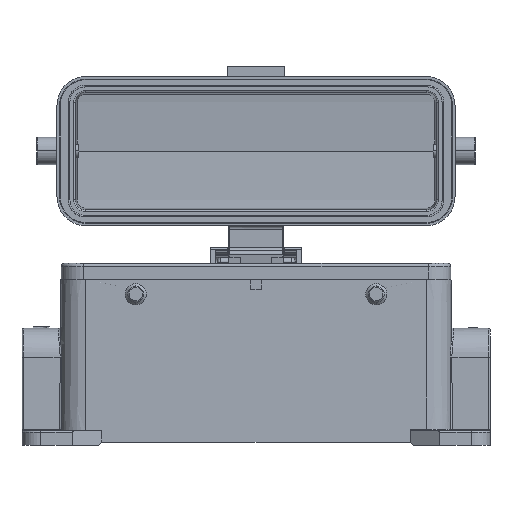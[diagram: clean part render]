
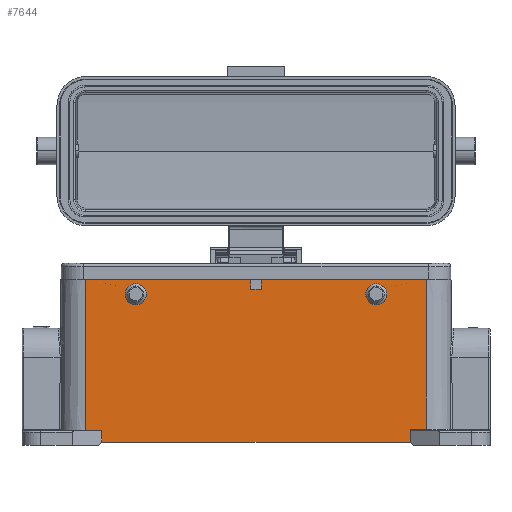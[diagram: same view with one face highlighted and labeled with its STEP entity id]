
A CAD part, left-side view. The second image highlights one B-rep face of the part: STEP entity #7644.
In plain terms, the highlighted planar face has unit normal (-1, 0, 0.009).
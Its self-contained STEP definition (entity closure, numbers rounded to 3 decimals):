
#280=ELLIPSE('',#27681,1.5,1.5);
#282=ELLIPSE('',#27684,1.5,1.5);
#2493=LINE('',#37557,#4168);
#2495=LINE('',#37561,#4170);
#2504=LINE('',#37579,#4179);
#2511=LINE('',#37600,#4186);
#2512=LINE('',#37602,#4187);
#2513=LINE('',#37604,#4188);
#2514=LINE('',#37605,#4189);
#2515=LINE('',#37607,#4190);
#2516=LINE('',#37609,#4191);
#2517=LINE('',#37610,#4192);
#2518=LINE('',#37612,#4193);
#2519=LINE('',#37614,#4194);
#4168=VECTOR('',#30508,1.);
#4170=VECTOR('',#30512,1.);
#4179=VECTOR('',#30525,1.);
#4186=VECTOR('',#30542,1.);
#4187=VECTOR('',#30545,1.);
#4188=VECTOR('',#30546,1.);
#4189=VECTOR('',#30547,1.);
#4190=VECTOR('',#30548,1.);
#4191=VECTOR('',#30549,1.);
#4192=VECTOR('',#30550,1.);
#4193=VECTOR('',#30551,1.);
#4194=VECTOR('',#30552,1.);
#7644=ADVANCED_FACE('',(#9759,#9760,#9761),#9249,.T.);
#9249=PLANE('',#27741);
#9759=FACE_BOUND('',#9977,.T.);
#9760=FACE_BOUND('',#9978,.T.);
#9761=FACE_BOUND('',#9979,.T.);
#9977=EDGE_LOOP('',(#11880,#11881,#11882,#11883,#11884,#11885,#11886,#11887,
#11888,#11889,#11890,#11891));
#9978=EDGE_LOOP('',(#11892));
#9979=EDGE_LOOP('',(#11893));
#11880=ORIENTED_EDGE('',*,*,#22614,.T.);
#11881=ORIENTED_EDGE('',*,*,#22602,.T.);
#11882=ORIENTED_EDGE('',*,*,#22613,.T.);
#11883=ORIENTED_EDGE('',*,*,#22615,.T.);
#11884=ORIENTED_EDGE('',*,*,#22593,.F.);
#11885=ORIENTED_EDGE('',*,*,#22591,.T.);
#11886=ORIENTED_EDGE('',*,*,#22616,.T.);
#11887=ORIENTED_EDGE('',*,*,#22617,.F.);
#11888=ORIENTED_EDGE('',*,*,#22618,.F.);
#11889=ORIENTED_EDGE('',*,*,#22619,.T.);
#11890=ORIENTED_EDGE('',*,*,#22620,.T.);
#11891=ORIENTED_EDGE('',*,*,#22621,.T.);
#11892=ORIENTED_EDGE('',*,*,#22517,.T.);
#11893=ORIENTED_EDGE('',*,*,#22515,.T.);
#19922=VERTEX_POINT('',#37366);
#19924=VERTEX_POINT('',#37371);
#19946=VERTEX_POINT('',#37421);
#19986=VERTEX_POINT('',#37556);
#19987=VERTEX_POINT('',#37558);
#19988=VERTEX_POINT('',#37562);
#19995=VERTEX_POINT('',#37580);
#19996=VERTEX_POINT('',#37581);
#20003=VERTEX_POINT('',#37599);
#20004=VERTEX_POINT('',#37603);
#20005=VERTEX_POINT('',#37606);
#20006=VERTEX_POINT('',#37608);
#20007=VERTEX_POINT('',#37611);
#20008=VERTEX_POINT('',#37613);
#22515=EDGE_CURVE('',#19922,#19922,#280,.T.);
#22517=EDGE_CURVE('',#19924,#19924,#282,.T.);
#22591=EDGE_CURVE('',#19987,#19986,#2493,.T.);
#22593=EDGE_CURVE('',#19987,#19988,#2495,.T.);
#22602=EDGE_CURVE('',#19995,#19996,#2504,.T.);
#22613=EDGE_CURVE('',#19996,#20003,#2511,.T.);
#22614=EDGE_CURVE('',#20004,#19995,#2512,.T.);
#22615=EDGE_CURVE('',#20003,#19988,#2513,.T.);
#22616=EDGE_CURVE('',#19986,#20005,#2514,.T.);
#22617=EDGE_CURVE('',#20006,#20005,#2515,.T.);
#22618=EDGE_CURVE('',#19946,#20006,#2516,.T.);
#22619=EDGE_CURVE('',#19946,#20007,#2517,.T.);
#22620=EDGE_CURVE('',#20007,#20008,#2518,.T.);
#22621=EDGE_CURVE('',#20008,#20004,#2519,.T.);
#27681=AXIS2_PLACEMENT_3D('',#37365,#30370,#30371);
#27684=AXIS2_PLACEMENT_3D('',#37370,#30376,#30377);
#27741=AXIS2_PLACEMENT_3D('',#37615,#30553,#30554);
#30370=DIRECTION('',(1.,0.,-0.009));
#30371=DIRECTION('',(-0.009,0.,-1.));
#30376=DIRECTION('',(1.,0.,-0.009));
#30377=DIRECTION('',(-0.009,0.,-1.));
#30508=DIRECTION('',(0.,1.,0.));
#30512=DIRECTION('',(-0.009,0.,-1.));
#30525=DIRECTION('',(0.,1.,0.));
#30542=DIRECTION('',(-0.009,0.,-1.));
#30545=DIRECTION('',(0.009,0.,1.));
#30546=DIRECTION('',(0.,1.,0.));
#30547=DIRECTION('',(-0.009,0.,-1.));
#30548=DIRECTION('',(0.,1.,0.));
#30549=DIRECTION('',(0.009,0.,1.));
#30550=DIRECTION('',(0.,-1.,0.));
#30551=DIRECTION('',(0.009,0.,1.));
#30552=DIRECTION('',(0.,-1.,0.));
#30553=DIRECTION('',(-1.,0.,0.009));
#30554=DIRECTION('',(0.,1.,0.));
#37365=CARTESIAN_POINT('',(-21.539,37.,46.5));
#37366=CARTESIAN_POINT('',(-21.552,37.,45.));
#37370=CARTESIAN_POINT('',(-21.539,-37.,46.5));
#37371=CARTESIAN_POINT('',(-21.552,-37.,45.));
#37421=CARTESIAN_POINT('',(-21.936,47.5,1.));
#37556=CARTESIAN_POINT('',(-21.5,52.5,51.));
#37557=CARTESIAN_POINT('',(-21.5,1.6,51.));
#37558=CARTESIAN_POINT('',(-21.5,1.6,51.));
#37561=CARTESIAN_POINT('',(-21.5,1.6,51.));
#37562=CARTESIAN_POINT('',(-21.526,1.6,48.));
#37579=CARTESIAN_POINT('',(-21.5,-52.5,51.));
#37580=CARTESIAN_POINT('',(-21.5,-52.5,51.));
#37581=CARTESIAN_POINT('',(-21.5,-1.6,51.));
#37599=CARTESIAN_POINT('',(-21.526,-1.6,48.));
#37600=CARTESIAN_POINT('',(-21.5,-1.6,51.));
#37602=CARTESIAN_POINT('',(-21.901,-52.5,4.996));
#37603=CARTESIAN_POINT('',(-21.901,-52.5,4.996));
#37604=CARTESIAN_POINT('',(-21.526,-1.6,48.));
#37605=CARTESIAN_POINT('',(-21.5,52.5,51.));
#37606=CARTESIAN_POINT('',(-21.906,52.5,4.5));
#37607=CARTESIAN_POINT('',(-21.906,47.5,4.5));
#37608=CARTESIAN_POINT('',(-21.906,47.5,4.5));
#37609=CARTESIAN_POINT('',(-21.936,47.5,1.));
#37610=CARTESIAN_POINT('',(-21.936,47.5,1.));
#37611=CARTESIAN_POINT('',(-21.936,-47.5,1.));
#37612=CARTESIAN_POINT('',(-21.936,-47.5,1.));
#37613=CARTESIAN_POINT('',(-21.901,-47.5,4.996));
#37614=CARTESIAN_POINT('',(-21.901,-47.5,4.996));
#37615=CARTESIAN_POINT('',(-21.5,55.148,51.));
